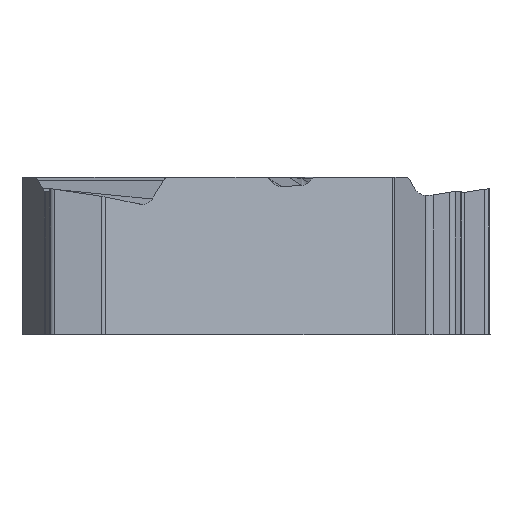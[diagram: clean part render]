
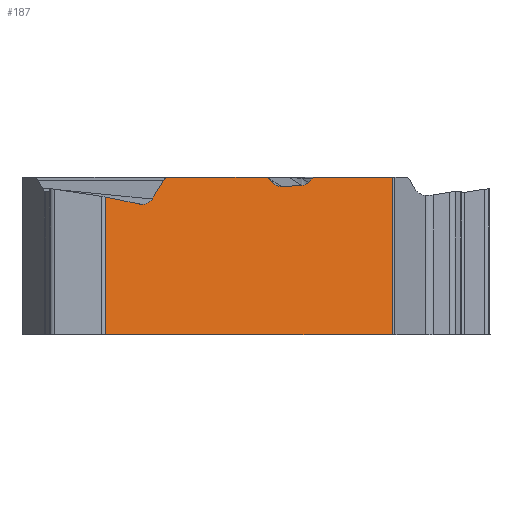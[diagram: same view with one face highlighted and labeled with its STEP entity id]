
A CAD part, front view. The second image highlights one B-rep face of the part: STEP entity #187.
In plain terms, the highlighted planar face has unit normal (0.5, -0.866, 0).
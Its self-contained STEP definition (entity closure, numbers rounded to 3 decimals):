
#187=ADVANCED_FACE('',(#338),#285,.F.);
#285=PLANE('',#2132);
#338=FACE_OUTER_BOUND('',#442,.T.);
#442=EDGE_LOOP('',(#998,#999,#1000,#1001,#1002,#1003,#1004,#1005,#1006,
#1007,#1008,#1009,#1010,#1011,#1012,#1013));
#588=LINE('',#3239,#762);
#589=LINE('',#3241,#763);
#590=LINE('',#3243,#764);
#591=LINE('',#3245,#765);
#592=LINE('',#3247,#766);
#593=LINE('',#3251,#767);
#594=LINE('',#3267,#768);
#595=LINE('',#3283,#769);
#596=LINE('',#3287,#770);
#597=LINE('',#3291,#771);
#762=VECTOR('',#2423,1.);
#763=VECTOR('',#2424,1.);
#764=VECTOR('',#2425,1.);
#765=VECTOR('',#2426,1.);
#766=VECTOR('',#2427,1.);
#767=VECTOR('',#2430,1.);
#768=VECTOR('',#2431,1.);
#769=VECTOR('',#2432,1.);
#770=VECTOR('',#2435,1.);
#771=VECTOR('',#2438,1.);
#998=ORIENTED_EDGE('',*,*,#1766,.T.);
#999=ORIENTED_EDGE('',*,*,#1767,.F.);
#1000=ORIENTED_EDGE('',*,*,#1768,.T.);
#1001=ORIENTED_EDGE('',*,*,#1769,.F.);
#1002=ORIENTED_EDGE('',*,*,#1770,.T.);
#1003=ORIENTED_EDGE('',*,*,#1771,.F.);
#1004=ORIENTED_EDGE('',*,*,#1772,.F.);
#1005=ORIENTED_EDGE('',*,*,#1773,.F.);
#1006=ORIENTED_EDGE('',*,*,#1774,.F.);
#1007=ORIENTED_EDGE('',*,*,#1775,.F.);
#1008=ORIENTED_EDGE('',*,*,#1776,.F.);
#1009=ORIENTED_EDGE('',*,*,#1777,.F.);
#1010=ORIENTED_EDGE('',*,*,#1778,.F.);
#1011=ORIENTED_EDGE('',*,*,#1779,.F.);
#1012=ORIENTED_EDGE('',*,*,#1780,.F.);
#1013=ORIENTED_EDGE('',*,*,#1781,.F.);
#1554=VERTEX_POINT('',#3237);
#1555=VERTEX_POINT('',#3238);
#1556=VERTEX_POINT('',#3240);
#1557=VERTEX_POINT('',#3242);
#1558=VERTEX_POINT('',#3244);
#1559=VERTEX_POINT('',#3246);
#1560=VERTEX_POINT('',#3248);
#1561=VERTEX_POINT('',#3250);
#1562=VERTEX_POINT('',#3252);
#1563=VERTEX_POINT('',#3266);
#1564=VERTEX_POINT('',#3268);
#1565=VERTEX_POINT('',#3282);
#1566=VERTEX_POINT('',#3284);
#1567=VERTEX_POINT('',#3286);
#1568=VERTEX_POINT('',#3288);
#1569=VERTEX_POINT('',#3290);
#1766=EDGE_CURVE('',#1554,#1555,#1991,.T.);
#1767=EDGE_CURVE('',#1556,#1555,#588,.T.);
#1768=EDGE_CURVE('',#1556,#1557,#589,.T.);
#1769=EDGE_CURVE('',#1558,#1557,#590,.T.);
#1770=EDGE_CURVE('',#1558,#1559,#591,.T.);
#1771=EDGE_CURVE('',#1560,#1559,#592,.T.);
#1772=EDGE_CURVE('',#1561,#1560,#1992,.T.);
#1773=EDGE_CURVE('',#1562,#1561,#593,.T.);
#1774=EDGE_CURVE('',#1563,#1562,#2027,.T.);
#1775=EDGE_CURVE('',#1564,#1563,#594,.T.);
#1776=EDGE_CURVE('',#1565,#1564,#2028,.T.);
#1777=EDGE_CURVE('',#1566,#1565,#595,.T.);
#1778=EDGE_CURVE('',#1567,#1566,#1993,.T.);
#1779=EDGE_CURVE('',#1568,#1567,#596,.T.);
#1780=EDGE_CURVE('',#1569,#1568,#1994,.T.);
#1781=EDGE_CURVE('',#1554,#1569,#597,.T.);
#1991=ELLIPSE('',#2128,0.368,0.32);
#1992=ELLIPSE('',#2129,0.15,0.15);
#1993=ELLIPSE('',#2130,0.167,0.15);
#1994=ELLIPSE('',#2131,0.177,0.15);
#2027=B_SPLINE_CURVE_WITH_KNOTS('',3,(#3253,#3254,#3255,#3256,#3257,#3258,
#3259,#3260,#3261,#3262,#3263,#3264,#3265),.UNSPECIFIED.,.F.,.F.,(4,3,3,
3,4),(0.,0.249,0.498,0.746,1.),
 .UNSPECIFIED.);
#2028=B_SPLINE_CURVE_WITH_KNOTS('',3,(#3269,#3270,#3271,#3272,#3273,#3274,
#3275,#3276,#3277,#3278,#3279,#3280,#3281),.UNSPECIFIED.,.F.,.F.,(4,3,3,
3,4),(0.,0.234,0.468,0.701,1.),
 .UNSPECIFIED.);
#2128=AXIS2_PLACEMENT_3D('',#3236,#2421,#2422);
#2129=AXIS2_PLACEMENT_3D('',#3249,#2428,#2429);
#2130=AXIS2_PLACEMENT_3D('',#3285,#2433,#2434);
#2131=AXIS2_PLACEMENT_3D('',#3289,#2436,#2437);
#2132=AXIS2_PLACEMENT_3D('',#3292,#2439,#2440);
#2421=DIRECTION('',(-0.5,0.866,0.));
#2422=DIRECTION('',(-0.853,-0.492,0.174));
#2423=DIRECTION('',(0.853,0.492,-0.174));
#2424=DIRECTION('',(0.,0.,-1.));
#2425=DIRECTION('',(-0.866,-0.5,0.));
#2426=DIRECTION('',(0.,0.,1.));
#2427=DIRECTION('',(0.866,0.5,0.));
#2428=DIRECTION('',(-0.5,0.866,0.));
#2429=DIRECTION('',(0.866,0.5,0.));
#2430=DIRECTION('',(0.658,0.38,0.651));
#2431=DIRECTION('',(0.865,0.5,0.043));
#2432=DIRECTION('',(0.686,0.396,-0.611));
#2433=DIRECTION('',(-0.5,0.866,0.));
#2434=DIRECTION('',(-0.866,-0.5,0.));
#2435=DIRECTION('',(0.866,0.5,0.));
#2436=DIRECTION('',(-0.5,0.866,0.));
#2437=DIRECTION('',(-0.866,-0.5,0.));
#2438=DIRECTION('',(0.497,0.287,0.819));
#2439=DIRECTION('',(-0.5,0.866,0.));
#2440=DIRECTION('',(0.,0.,-1.));
#3236=CARTESIAN_POINT('',(-1.493,-6.361,-0.103));
#3237=CARTESIAN_POINT('',(-1.22,-6.204,-0.281));
#3238=CARTESIAN_POINT('',(-1.541,-6.389,-0.418));
#3239=CARTESIAN_POINT('',(4.866,-2.69,-1.723));
#3240=CARTESIAN_POINT('',(-2.493,-6.939,-0.224));
#3241=CARTESIAN_POINT('',(-2.493,-6.939,-5.47));
#3242=CARTESIAN_POINT('',(-2.493,-6.939,-3.97));
#3243=CARTESIAN_POINT('',(-0.367,-5.711,-3.97));
#3244=CARTESIAN_POINT('',(5.32,-2.428,-3.97));
#3245=CARTESIAN_POINT('',(5.32,-2.428,3.31));
#3246=CARTESIAN_POINT('',(5.32,-2.428,0.31));
#3247=CARTESIAN_POINT('',(-0.367,-5.711,0.31));
#3248=CARTESIAN_POINT('',(3.222,-3.639,0.31));
#3249=CARTESIAN_POINT('',(3.222,-3.639,0.16));
#3250=CARTESIAN_POINT('',(3.137,-3.688,0.274));
#3251=CARTESIAN_POINT('',(1.,-4.922,-1.841));
#3252=CARTESIAN_POINT('',(3.029,-3.75,0.167));
#3253=CARTESIAN_POINT('',(2.857,-3.85,0.088));
#3254=CARTESIAN_POINT('',(2.873,-3.841,0.089));
#3255=CARTESIAN_POINT('',(2.888,-3.832,0.092));
#3256=CARTESIAN_POINT('',(2.904,-3.823,0.095));
#3257=CARTESIAN_POINT('',(2.919,-3.814,0.099));
#3258=CARTESIAN_POINT('',(2.934,-3.805,0.104));
#3259=CARTESIAN_POINT('',(2.949,-3.797,0.111));
#3260=CARTESIAN_POINT('',(2.963,-3.789,0.118));
#3261=CARTESIAN_POINT('',(2.977,-3.78,0.126));
#3262=CARTESIAN_POINT('',(2.99,-3.773,0.135));
#3263=CARTESIAN_POINT('',(3.004,-3.765,0.144));
#3264=CARTESIAN_POINT('',(3.017,-3.757,0.155));
#3265=CARTESIAN_POINT('',(3.029,-3.75,0.167));
#3266=CARTESIAN_POINT('',(2.857,-3.85,0.088));
#3267=CARTESIAN_POINT('',(-0.364,-5.709,-0.07));
#3268=CARTESIAN_POINT('',(2.296,-4.173,0.061));
#3269=CARTESIAN_POINT('',(2.124,-4.273,0.123));
#3270=CARTESIAN_POINT('',(2.136,-4.266,0.112));
#3271=CARTESIAN_POINT('',(2.148,-4.259,0.103));
#3272=CARTESIAN_POINT('',(2.161,-4.252,0.096));
#3273=CARTESIAN_POINT('',(2.173,-4.245,0.088));
#3274=CARTESIAN_POINT('',(2.186,-4.237,0.081));
#3275=CARTESIAN_POINT('',(2.2,-4.229,0.076));
#3276=CARTESIAN_POINT('',(2.214,-4.221,0.071));
#3277=CARTESIAN_POINT('',(2.228,-4.213,0.067));
#3278=CARTESIAN_POINT('',(2.242,-4.205,0.064));
#3279=CARTESIAN_POINT('',(2.26,-4.195,0.061));
#3280=CARTESIAN_POINT('',(2.278,-4.184,0.06));
#3281=CARTESIAN_POINT('',(2.296,-4.173,0.061));
#3282=CARTESIAN_POINT('',(2.124,-4.273,0.123));
#3283=CARTESIAN_POINT('',(4.059,-3.156,-1.601));
#3284=CARTESIAN_POINT('',(1.954,-4.371,0.274));
#3285=CARTESIAN_POINT('',(1.861,-4.425,0.16));
#3286=CARTESIAN_POINT('',(1.861,-4.425,0.31));
#3287=CARTESIAN_POINT('',(5.129,-2.538,0.31));
#3288=CARTESIAN_POINT('',(-0.775,-5.947,0.31));
#3289=CARTESIAN_POINT('',(-0.775,-5.947,0.16));
#3290=CARTESIAN_POINT('',(-0.907,-6.023,0.237));
#3291=CARTESIAN_POINT('',(0.982,-4.932,3.352));
#3292=CARTESIAN_POINT('',(-0.367,-5.711,0.));
